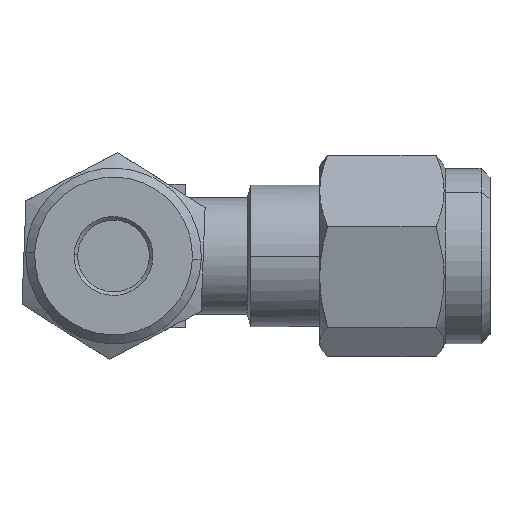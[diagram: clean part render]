
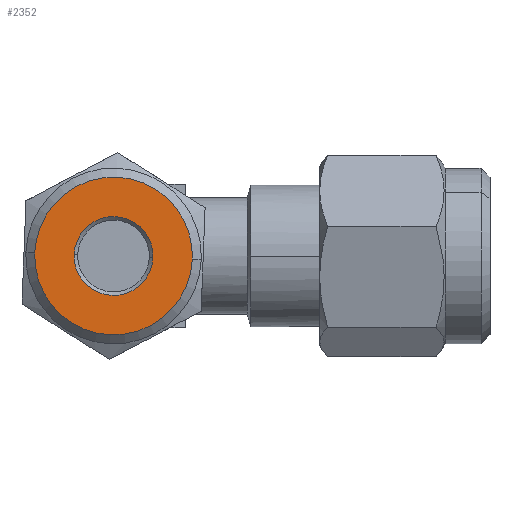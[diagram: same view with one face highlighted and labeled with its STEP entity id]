
A CAD part, left-side view. The second image highlights one B-rep face of the part: STEP entity #2352.
In plain terms, the highlighted planar face has unit normal (-1, 0, 0).
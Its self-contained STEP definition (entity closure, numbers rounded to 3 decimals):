
#62 = DIRECTION ( 'NONE',  ( -1., 0., 0. ) ) ;
#63 = CARTESIAN_POINT ( 'NONE',  ( -20., 16.687, -4.896 ) ) ;
#65 = PLANE ( 'NONE',  #775 ) ;
#67 = DIRECTION ( 'NONE',  ( 0., 0.999, 0.038 ) ) ;
#163 = VERTEX_POINT ( 'NONE', #2853 ) ;
#164 = VERTEX_POINT ( 'NONE', #2854 ) ;
#174 = VERTEX_POINT ( 'NONE', #2864 ) ;
#381 = EDGE_CURVE ( 'NONE', #174, #2799, #2242, .T. ) ;
#382 = EDGE_CURVE ( 'NONE', #163, #164, #2243, .T. ) ;
#411 = EDGE_CURVE ( 'NONE', #2799, #174, #2265, .T. ) ;
#471 = AXIS2_PLACEMENT_3D ( 'NONE', #1357, #1358, #1359 ) ;
#472 = AXIS2_PLACEMENT_3D ( 'NONE', #1362, #1363, #1364 ) ;
#751 = AXIS2_PLACEMENT_3D ( 'NONE', #1219, #1220, #1221 ) ;
#752 = AXIS2_PLACEMENT_3D ( 'NONE', #1269, #1270, #1271 ) ;
#775 = AXIS2_PLACEMENT_3D ( 'NONE', #63, #62, #67 ) ;
#1119 = CARTESIAN_POINT ( 'NONE',  ( -20., 20.897, 0.168 ) ) ;
#1219 = CARTESIAN_POINT ( 'NONE',  ( -20., 16.5, 0. ) ) ;
#1220 = DIRECTION ( 'NONE',  ( -1., 0., 0. ) ) ;
#1221 = DIRECTION ( 'NONE',  ( 0., 0.999, 0.038 ) ) ;
#1269 = CARTESIAN_POINT ( 'NONE',  ( -20., 16.5, 0. ) ) ;
#1270 = DIRECTION ( 'NONE',  ( 1., 0., 0. ) ) ;
#1271 = DIRECTION ( 'NONE',  ( 0., -0.999, -0.038 ) ) ;
#1357 = CARTESIAN_POINT ( 'NONE',  ( -20., 16.5, 0. ) ) ;
#1358 = DIRECTION ( 'NONE',  ( -1., 0., 0. ) ) ;
#1359 = DIRECTION ( 'NONE',  ( 0., 0.999, 0.038 ) ) ;
#1362 = CARTESIAN_POINT ( 'NONE',  ( -20., 16.5, 0. ) ) ;
#1363 = DIRECTION ( 'NONE',  ( 1., 0., 0. ) ) ;
#1364 = DIRECTION ( 'NONE',  ( 0., -0.999, -0.038 ) ) ;
#1462 = FACE_OUTER_BOUND ( 'NONE', #2643, .T. ) ;
#1464 = FACE_BOUND ( 'NONE', #2642, .T. ) ;
#2242 = CIRCLE ( 'NONE', #471, 4.4 ) ;
#2243 = CIRCLE ( 'NONE', #472, 2.2 ) ;
#2265 = CIRCLE ( 'NONE', #751, 4.4 ) ;
#2274 = CIRCLE ( 'NONE', #752, 2.2 ) ;
#2276 = EDGE_CURVE ( 'NONE', #164, #163, #2274, .T. ) ;
#2352 = ADVANCED_FACE ( 'NONE', ( #1462, #1464 ), #65, .T. ) ;
#2551 = ORIENTED_EDGE ( 'NONE', *, *, #381, .T. ) ;
#2552 = ORIENTED_EDGE ( 'NONE', *, *, #411, .T. ) ;
#2553 = ORIENTED_EDGE ( 'NONE', *, *, #2276, .T. ) ;
#2554 = ORIENTED_EDGE ( 'NONE', *, *, #382, .T. ) ;
#2642 = EDGE_LOOP ( 'NONE', ( #2553, #2554 ) ) ;
#2643 = EDGE_LOOP ( 'NONE', ( #2551, #2552 ) ) ;
#2799 = VERTEX_POINT ( 'NONE', #1119 ) ;
#2853 = CARTESIAN_POINT ( 'NONE',  ( -20., 14.302, -0.084 ) ) ;
#2854 = CARTESIAN_POINT ( 'NONE',  ( -20., 18.698, 0.084 ) ) ;
#2864 = CARTESIAN_POINT ( 'NONE',  ( -20., 12.103, -0.168 ) ) ;
